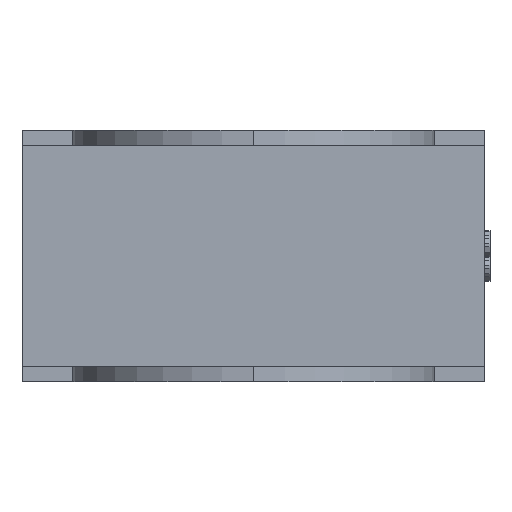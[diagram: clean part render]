
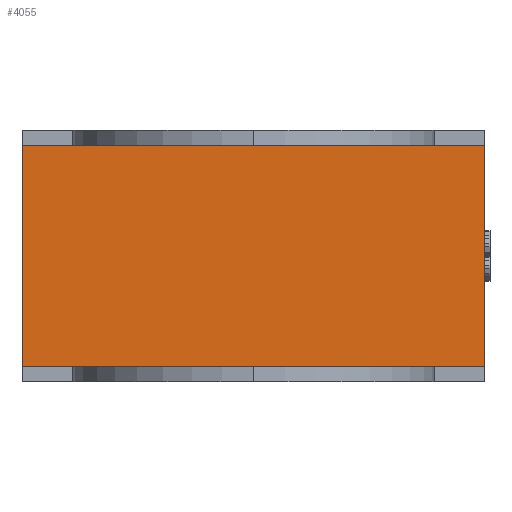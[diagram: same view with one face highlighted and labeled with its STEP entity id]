
A CAD part, front view. The second image highlights one B-rep face of the part: STEP entity #4055.
In plain terms, the highlighted planar face has unit normal (0, -1, 0).
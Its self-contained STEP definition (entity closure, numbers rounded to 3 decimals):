
#173=DIRECTION('',(0.,0.,-1.));
#174=VECTOR('',#173,17.6);
#175=CARTESIAN_POINT('',(18.4,-20.,8.8));
#176=LINE('',#175,#174);
#655=DIRECTION('',(1.,0.,0.));
#656=VECTOR('',#655,36.8);
#657=CARTESIAN_POINT('',(-18.4,-20.,-8.8));
#658=LINE('',#657,#656);
#683=DIRECTION('',(0.,0.,1.));
#684=VECTOR('',#683,17.6);
#685=CARTESIAN_POINT('',(-18.4,-20.,-8.8));
#686=LINE('',#685,#684);
#1189=DIRECTION('',(1.,0.,0.));
#1190=VECTOR('',#1189,36.8);
#1191=CARTESIAN_POINT('',(-18.4,-20.,8.8));
#1192=LINE('',#1191,#1190);
#2825=CARTESIAN_POINT('',(18.4,-20.,8.8));
#2827=VERTEX_POINT('',#2825);
#2829=CARTESIAN_POINT('',(-18.4,-20.,8.8));
#2830=VERTEX_POINT('',#2829);
#2837=CARTESIAN_POINT('',(18.4,-20.,-8.8));
#2839=VERTEX_POINT('',#2837);
#3189=CARTESIAN_POINT('',(-18.4,-20.,-8.8));
#3190=VERTEX_POINT('',#3189);
#4042=CARTESIAN_POINT('',(0.,-20.,0.));
#4043=DIRECTION('',(0.,1.,0.));
#4044=DIRECTION('',(1.,0.,0.));
#4045=AXIS2_PLACEMENT_3D('',#4042,#4043,#4044);
#4046=PLANE('',#4045);
#4047=ORIENTED_EDGE('',*,*,#3645,.F.);
#4049=ORIENTED_EDGE('',*,*,#4048,.T.);
#4051=ORIENTED_EDGE('',*,*,#4050,.T.);
#4052=ORIENTED_EDGE('',*,*,#3775,.T.);
#4053=EDGE_LOOP('',(#4047,#4049,#4051,#4052));
#4054=FACE_OUTER_BOUND('',#4053,.F.);
#4055=ADVANCED_FACE('',(#4054),#4046,.F.);
#3645=EDGE_CURVE('',#3190,#2839,#658,.T.);
#3775=EDGE_CURVE('',#2827,#2839,#176,.T.);
#4048=EDGE_CURVE('',#3190,#2830,#686,.T.);
#4050=EDGE_CURVE('',#2830,#2827,#1192,.T.);
